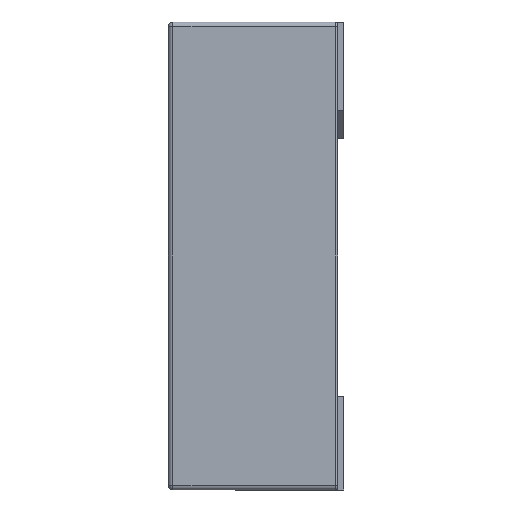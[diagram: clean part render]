
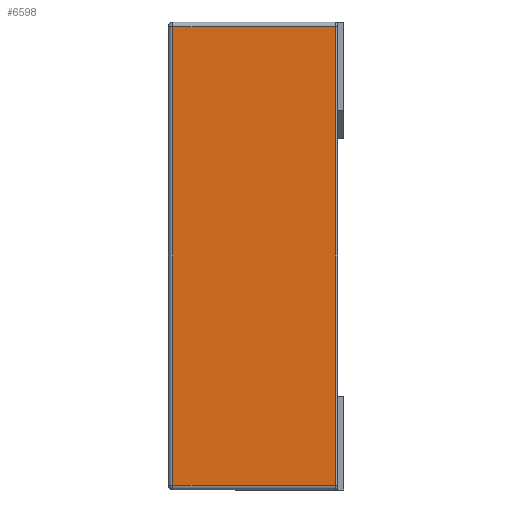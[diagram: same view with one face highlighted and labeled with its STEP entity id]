
A CAD part, left-side view. The second image highlights one B-rep face of the part: STEP entity #6598.
In plain terms, the highlighted planar face has unit normal (-1, 0, 0).
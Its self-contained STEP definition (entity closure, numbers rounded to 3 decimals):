
#33 = CARTESIAN_POINT ( 'NONE',  ( -1., 0.73, -1. ) ) ;
#190 = DIRECTION ( 'NONE',  ( 0., 1., 0. ) ) ;
#536 = CARTESIAN_POINT ( 'NONE',  ( -1., 0.75, -0.98 ) ) ;
#720 = VERTEX_POINT ( 'NONE', #1009 ) ;
#894 = DIRECTION ( 'NONE',  ( 0., 0., 1. ) ) ;
#908 = LINE ( 'NONE', #33, #6430 ) ;
#1009 = CARTESIAN_POINT ( 'NONE',  ( -1., 0.035, 0.98 ) ) ;
#1324 = ORIENTED_EDGE ( 'NONE', *, *, #6656, .T. ) ;
#1569 = AXIS2_PLACEMENT_3D ( 'NONE', #6086, #3039, #2891 ) ;
#1599 = DIRECTION ( 'NONE',  ( 0., -1., 0. ) ) ;
#1991 = VERTEX_POINT ( 'NONE', #2194 ) ;
#1996 = EDGE_CURVE ( 'NONE', #5687, #3996, #908, .T. ) ;
#2115 = ORIENTED_EDGE ( 'NONE', *, *, #6830, .T. ) ;
#2194 = CARTESIAN_POINT ( 'NONE',  ( -1., 0.035, -0.98 ) ) ;
#2340 = VECTOR ( 'NONE', #894, 1000. ) ;
#2764 = ORIENTED_EDGE ( 'NONE', *, *, #6207, .T. ) ;
#2891 = DIRECTION ( 'NONE',  ( 0., 0., -1. ) ) ;
#3011 = EDGE_LOOP ( 'NONE', ( #2115, #2764, #1324, #6913 ) ) ;
#3039 = DIRECTION ( 'NONE',  ( 1., 0., 0. ) ) ;
#3098 = LINE ( 'NONE', #536, #4597 ) ;
#3438 = PLANE ( 'NONE',  #1569 ) ;
#3545 = CARTESIAN_POINT ( 'NONE',  ( -1., 0.73, -0.98 ) ) ;
#3779 = DIRECTION ( 'NONE',  ( 0., 0., -1. ) ) ;
#3996 = VERTEX_POINT ( 'NONE', #3545 ) ;
#4018 = LINE ( 'NONE', #5273, #2340 ) ;
#4096 = FACE_OUTER_BOUND ( 'NONE', #3011, .T. ) ;
#4597 = VECTOR ( 'NONE', #1599, 1000. ) ;
#5155 = CARTESIAN_POINT ( 'NONE',  ( -1., 0.75, 0.98 ) ) ;
#5273 = CARTESIAN_POINT ( 'NONE',  ( -1., 0.035, -1. ) ) ;
#5344 = VECTOR ( 'NONE', #190, 1000. ) ;
#5687 = VERTEX_POINT ( 'NONE', #6371 ) ;
#6086 = CARTESIAN_POINT ( 'NONE',  ( -1., 0.75, -1. ) ) ;
#6207 = EDGE_CURVE ( 'NONE', #1991, #720, #4018, .T. ) ;
#6371 = CARTESIAN_POINT ( 'NONE',  ( -1., 0.73, 0.98 ) ) ;
#6430 = VECTOR ( 'NONE', #3779, 1000. ) ;
#6598 = ADVANCED_FACE ( 'NONE', ( #4096 ), #3438, .F. ) ;
#6656 = EDGE_CURVE ( 'NONE', #720, #5687, #6665, .T. ) ;
#6665 = LINE ( 'NONE', #5155, #5344 ) ;
#6830 = EDGE_CURVE ( 'NONE', #3996, #1991, #3098, .T. ) ;
#6913 = ORIENTED_EDGE ( 'NONE', *, *, #1996, .T. ) ;
